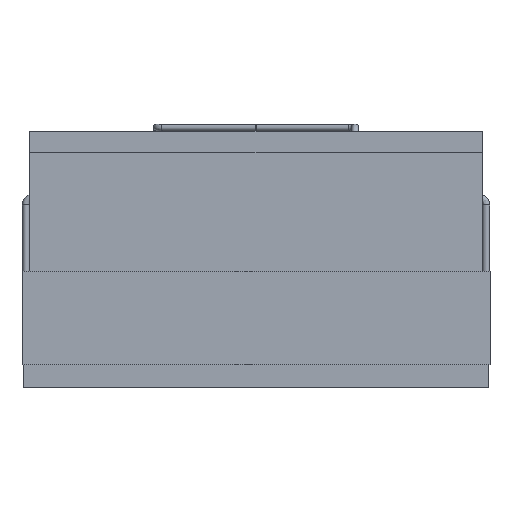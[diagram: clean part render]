
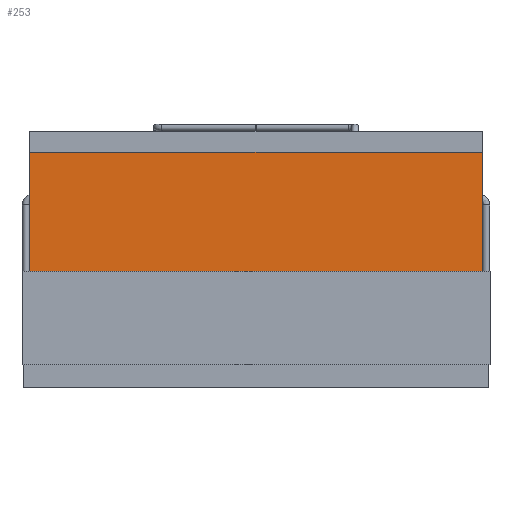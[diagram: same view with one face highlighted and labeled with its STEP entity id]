
A CAD part, front view. The second image highlights one B-rep face of the part: STEP entity #253.
In plain terms, the highlighted planar face has unit normal (0, -1, 0).
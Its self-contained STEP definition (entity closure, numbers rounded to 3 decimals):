
#253 = ADVANCED_FACE( '', ( #549 ), #550, .F. );
#549 = FACE_OUTER_BOUND( '', #1510, .T. );
#550 = PLANE( '', #1511 );
#1510 = EDGE_LOOP( '', ( #2577, #2578, #2579, #2580 ) );
#1511 = AXIS2_PLACEMENT_3D( '', #2581, #2582, #2583 );
#2577 = ORIENTED_EDGE( '', *, *, #3223, .F. );
#2578 = ORIENTED_EDGE( '', *, *, #3224, .F. );
#2579 = ORIENTED_EDGE( '', *, *, #3225, .T. );
#2580 = ORIENTED_EDGE( '', *, *, #3108, .T. );
#2581 = CARTESIAN_POINT( '', ( -0.97, -1.22, 0.3 ) );
#2582 = DIRECTION( '', ( 0., 1., 0. ) );
#2583 = DIRECTION( '', ( -1., 0., 0. ) );
#3108 = EDGE_CURVE( '', #3484, #3481, #3485, .T. );
#3223 = EDGE_CURVE( '', #3680, #3481, #3681, .T. );
#3224 = EDGE_CURVE( '', #3682, #3680, #3683, .T. );
#3225 = EDGE_CURVE( '', #3682, #3484, #3684, .T. );
#3481 = VERTEX_POINT( '', #4108 );
#3484 = VERTEX_POINT( '', #4112 );
#3485 = LINE( '', #4113, #4114 );
#3680 = VERTEX_POINT( '', #4650 );
#3681 = LINE( '', #4651, #4652 );
#3682 = VERTEX_POINT( '', #4653 );
#3683 = LINE( '', #4654, #4655 );
#3684 = LINE( '', #4656, #4657 );
#4108 = CARTESIAN_POINT( '', ( -0.97, -1.22, 0. ) );
#4112 = CARTESIAN_POINT( '', ( -0.97, -1.22, 0.57 ) );
#4113 = CARTESIAN_POINT( '', ( -0.97, -1.22, 0.3 ) );
#4114 = VECTOR( '', #4863, 1000. );
#4650 = CARTESIAN_POINT( '', ( 0.97, -1.22, 0. ) );
#4651 = CARTESIAN_POINT( '', ( 1.003, -1.22, 0. ) );
#4652 = VECTOR( '', #5013, 1000. );
#4653 = CARTESIAN_POINT( '', ( 0.97, -1.22, 0.57 ) );
#4654 = CARTESIAN_POINT( '', ( 0.97, -1.22, 0.3 ) );
#4655 = VECTOR( '', #5014, 1000. );
#4656 = CARTESIAN_POINT( '', ( 0.97, -1.22, 0.57 ) );
#4657 = VECTOR( '', #5015, 1000. );
#4863 = DIRECTION( '', ( 0., 0., -1. ) );
#5013 = DIRECTION( '', ( -1., 0., 0. ) );
#5014 = DIRECTION( '', ( 0., 0., -1. ) );
#5015 = DIRECTION( '', ( -1., 0., 0. ) );
